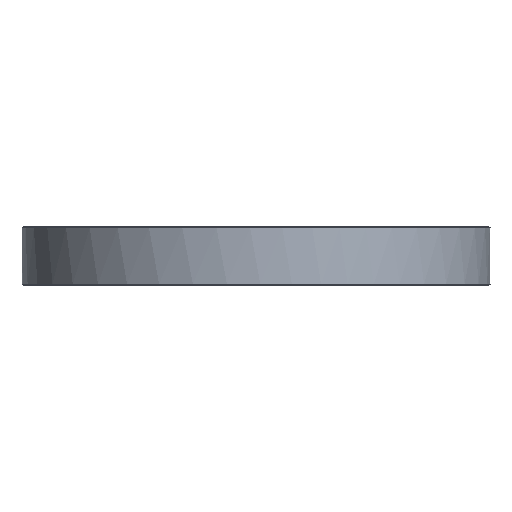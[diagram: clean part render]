
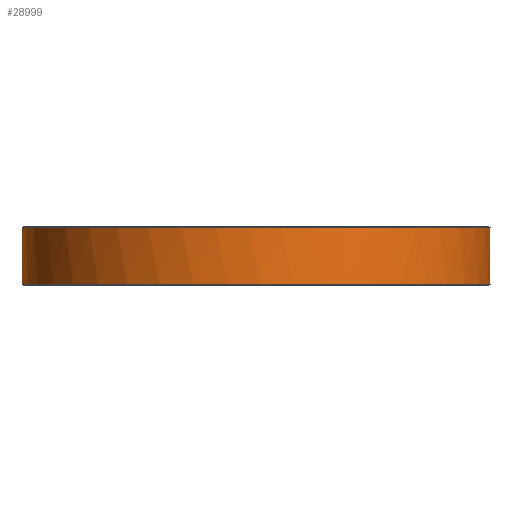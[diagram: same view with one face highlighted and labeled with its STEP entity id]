
A CAD part, front view. The second image highlights one B-rep face of the part: STEP entity #28999.
In plain terms, the highlighted free-form (B-spline) face has degree [2, 1] with [7, 2] control points.
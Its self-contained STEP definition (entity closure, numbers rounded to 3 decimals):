
#28999 = ADVANCED_FACE('',(#29000),#29032,.T.);
#29000 = FACE_BOUND('',#29001,.T.);
#29001 = EDGE_LOOP('',(#29002,#29014,#29021,#29031));
#29002 = ORIENTED_EDGE('',*,*,#29003,.T.);
#29003 = EDGE_CURVE('',#29004,#29004,#29006,.T.);
#29004 = VERTEX_POINT('',#29005);
#29005 = CARTESIAN_POINT('',(80.641,98.518,
    -0.637));
#29006 = ( BOUNDED_CURVE() B_SPLINE_CURVE(2,(#29007,#29008,#29009,#29010
    ,#29011,#29012,#29013),.UNSPECIFIED.,.T.,.F.) 
B_SPLINE_CURVE_WITH_KNOTS((1,2,2,2,2,1),(-2.094,0.,
    2.094,4.189,6.283,8.378),
.UNSPECIFIED.) CURVE() GEOMETRIC_REPRESENTATION_ITEM() 
RATIONAL_B_SPLINE_CURVE((1.,0.5,1.,0.5,1.,0.5,1.)) REPRESENTATION_ITEM(
  '') );
#29007 = CARTESIAN_POINT('',(80.641,98.518,
    -0.637));
#29008 = CARTESIAN_POINT('',(251.279,-41.156,
    -0.637));
#29009 = CARTESIAN_POINT('',(44.999,-119.096,
    -0.637));
#29010 = CARTESIAN_POINT('',(-161.282,-197.036,
    -0.637));
#29011 = CARTESIAN_POINT('',(-125.64,20.578,
    -0.637));
#29012 = CARTESIAN_POINT('',(-89.998,238.192,
    -0.637));
#29013 = CARTESIAN_POINT('',(80.641,98.518,
    -0.637));
#29014 = ORIENTED_EDGE('',*,*,#29015,.T.);
#29015 = EDGE_CURVE('',#29004,#29016,#29018,.T.);
#29016 = VERTEX_POINT('',#29017);
#29017 = CARTESIAN_POINT('',(80.641,98.518,
    -31.192));
#29018 = B_SPLINE_CURVE_WITH_KNOTS('',1,(#29019,#29020),.UNSPECIFIED.,
  .F.,.F.,(2,2),(0.,24.),.PIECEWISE_BEZIER_KNOTS.);
#29019 = CARTESIAN_POINT('',(80.641,98.518,
    -0.637));
#29020 = CARTESIAN_POINT('',(80.641,98.518,
    -31.192));
#29021 = ORIENTED_EDGE('',*,*,#29022,.T.);
#29022 = EDGE_CURVE('',#29016,#29016,#29023,.T.);
#29023 = ( BOUNDED_CURVE() B_SPLINE_CURVE(2,(#29024,#29025,#29026,#29027
    ,#29028,#29029,#29030),.UNSPECIFIED.,.T.,.F.) 
B_SPLINE_CURVE_WITH_KNOTS((1,2,2,2,2,1),(-2.094,0.,
    2.094,4.189,6.283,8.378),
.UNSPECIFIED.) CURVE() GEOMETRIC_REPRESENTATION_ITEM() 
RATIONAL_B_SPLINE_CURVE((1.,0.5,1.,0.5,1.,0.5,1.)) REPRESENTATION_ITEM(
  '') );
#29024 = CARTESIAN_POINT('',(80.641,98.518,
    -31.192));
#29025 = CARTESIAN_POINT('',(-89.998,238.192,
    -31.192));
#29026 = CARTESIAN_POINT('',(-125.64,20.578,
    -31.192));
#29027 = CARTESIAN_POINT('',(-161.282,-197.036,
    -31.192));
#29028 = CARTESIAN_POINT('',(44.999,-119.096,
    -31.192));
#29029 = CARTESIAN_POINT('',(251.279,-41.156,
    -31.192));
#29030 = CARTESIAN_POINT('',(80.641,98.518,
    -31.192));
#29031 = ORIENTED_EDGE('',*,*,#29015,.F.);
#29032 = ( BOUNDED_SURFACE() B_SPLINE_SURFACE(2,1,(
    (#29033,#29034)
    ,(#29035,#29036)
    ,(#29037,#29038)
    ,(#29039,#29040)
    ,(#29041,#29042)
    ,(#29043,#29044)
    ,(#29045,#29046
)),.UNSPECIFIED.,.T.,.F.,.F.) B_SPLINE_SURFACE_WITH_KNOTS((3,2,2,3),(2,2
    ),(0.,2.094,4.189,6.283),(0.,24.),
.PIECEWISE_BEZIER_KNOTS.) GEOMETRIC_REPRESENTATION_ITEM() 
RATIONAL_B_SPLINE_SURFACE((
    (1.,1.)
    ,(0.5,0.5)
    ,(1.,1.)
    ,(0.5,0.5)
    ,(1.,1.)
    ,(0.5,0.5)
,(1.,1.))) REPRESENTATION_ITEM('') SURFACE() );
#29033 = CARTESIAN_POINT('',(80.641,98.518,
    -0.637));
#29034 = CARTESIAN_POINT('',(80.641,98.518,
    -31.192));
#29035 = CARTESIAN_POINT('',(251.279,-41.156,
    -0.637));
#29036 = CARTESIAN_POINT('',(251.279,-41.156,
    -31.192));
#29037 = CARTESIAN_POINT('',(44.999,-119.096,
    -0.637));
#29038 = CARTESIAN_POINT('',(44.999,-119.096,
    -31.192));
#29039 = CARTESIAN_POINT('',(-161.282,-197.036,
    -0.637));
#29040 = CARTESIAN_POINT('',(-161.282,-197.036,
    -31.192));
#29041 = CARTESIAN_POINT('',(-125.64,20.578,
    -0.637));
#29042 = CARTESIAN_POINT('',(-125.64,20.578,
    -31.192));
#29043 = CARTESIAN_POINT('',(-89.998,238.192,
    -0.637));
#29044 = CARTESIAN_POINT('',(-89.998,238.192,
    -31.192));
#29045 = CARTESIAN_POINT('',(80.641,98.518,
    -0.637));
#29046 = CARTESIAN_POINT('',(80.641,98.518,
    -31.192));
